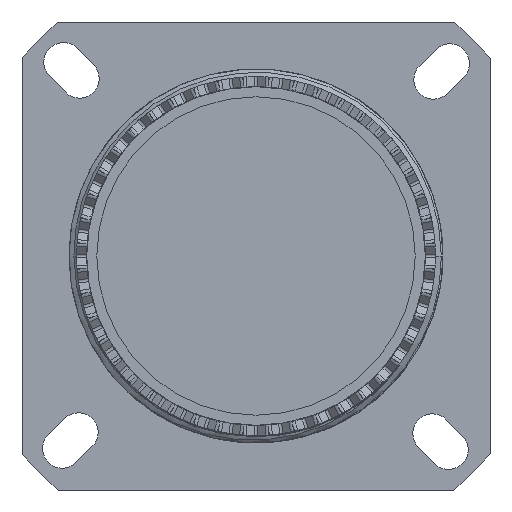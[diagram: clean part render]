
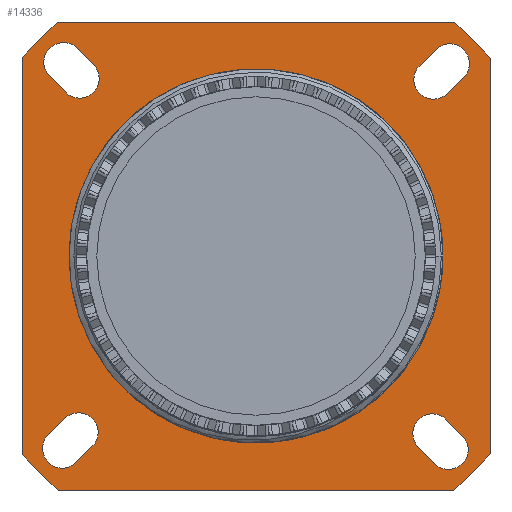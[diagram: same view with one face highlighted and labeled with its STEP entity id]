
A CAD part, front view. The second image highlights one B-rep face of the part: STEP entity #14336.
In plain terms, the highlighted planar face has unit normal (0, -1, 0).
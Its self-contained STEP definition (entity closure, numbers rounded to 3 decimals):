
#4910=CARTESIAN_POINT('',(0.,-23.3,0.));
#4911=DIRECTION('',(0.,-1.,0.));
#4912=DIRECTION('',(-1.,0.,0.));
#4913=AXIS2_PLACEMENT_3D('',#4910,#4911,#4912);
#5312=CARTESIAN_POINT('',(0.,-23.3,0.));
#5313=DIRECTION('',(0.,-1.,0.));
#5314=DIRECTION('',(1.,0.,0.));
#5315=AXIS2_PLACEMENT_3D('',#5312,#5313,#5314);
#5369=CARTESIAN_POINT('',(0.,-23.3,0.));
#5370=DIRECTION('',(0.,1.,0.));
#5371=DIRECTION('',(0.764,0.,-0.645));
#5372=AXIS2_PLACEMENT_3D('',#5369,#5370,#5371);
#5374=DIRECTION('',(-1.,0.,0.));
#5375=VECTOR('',#5374,39.098);
#5376=CARTESIAN_POINT('',(19.549,-23.3,-23.15));
#5377=LINE('',#5376,#5375);
#5378=CARTESIAN_POINT('',(0.,-23.3,0.));
#5379=DIRECTION('',(0.,1.,0.));
#5380=DIRECTION('',(-0.645,0.,-0.764));
#5381=AXIS2_PLACEMENT_3D('',#5378,#5379,#5380);
#5383=DIRECTION('',(0.,0.,1.));
#5384=VECTOR('',#5383,39.098);
#5385=CARTESIAN_POINT('',(-23.15,-23.3,-19.549));
#5386=LINE('',#5385,#5384);
#5387=CARTESIAN_POINT('',(0.,-23.3,0.));
#5388=DIRECTION('',(0.,1.,0.));
#5389=DIRECTION('',(-0.764,0.,0.645));
#5390=AXIS2_PLACEMENT_3D('',#5387,#5388,#5389);
#5392=DIRECTION('',(1.,0.,0.));
#5393=VECTOR('',#5392,39.098);
#5394=CARTESIAN_POINT('',(-19.549,-23.3,23.15));
#5395=LINE('',#5394,#5393);
#5396=CARTESIAN_POINT('',(0.,-23.3,0.));
#5397=DIRECTION('',(0.,1.,0.));
#5398=DIRECTION('',(0.645,0.,0.764));
#5399=AXIS2_PLACEMENT_3D('',#5396,#5397,#5398);
#5401=DIRECTION('',(0.,0.,-1.));
#5402=VECTOR('',#5401,39.098);
#5403=CARTESIAN_POINT('',(23.15,-23.3,19.549));
#5404=LINE('',#5403,#5402);
#5405=CARTESIAN_POINT('',(17.465,-23.3,-17.568));
#5406=DIRECTION('',(0.,1.,0.));
#5407=DIRECTION('',(-0.845,0.,-0.535));
#5408=AXIS2_PLACEMENT_3D('',#5405,#5406,#5407);
#5410=DIRECTION('',(-0.705,0.,0.709));
#5411=VECTOR('',#5410,3.09);
#5412=CARTESIAN_POINT('',(17.996,-23.3,-20.804));
#5413=LINE('',#5412,#5411);
#5414=CARTESIAN_POINT('',(19.05,-23.3,-19.163));
#5415=DIRECTION('',(0.,1.,0.));
#5416=DIRECTION('',(0.845,0.,0.535));
#5417=AXIS2_PLACEMENT_3D('',#5414,#5415,#5416);
#5419=DIRECTION('',(0.705,0.,-0.709));
#5420=VECTOR('',#5419,3.09);
#5421=CARTESIAN_POINT('',(18.519,-23.3,-15.927));
#5422=LINE('',#5421,#5420);
#5423=CARTESIAN_POINT('',(17.568,-23.3,17.465));
#5424=DIRECTION('',(0.,1.,0.));
#5425=DIRECTION('',(0.535,0.,-0.845));
#5426=AXIS2_PLACEMENT_3D('',#5423,#5424,#5425);
#5428=DIRECTION('',(-0.709,0.,-0.705));
#5429=VECTOR('',#5428,3.09);
#5430=CARTESIAN_POINT('',(20.804,-23.3,17.996));
#5431=LINE('',#5430,#5429);
#5432=CARTESIAN_POINT('',(19.163,-23.3,19.05));
#5433=DIRECTION('',(0.,1.,0.));
#5434=DIRECTION('',(-0.535,0.,0.845));
#5435=AXIS2_PLACEMENT_3D('',#5432,#5433,#5434);
#5437=DIRECTION('',(0.709,0.,0.705));
#5438=VECTOR('',#5437,3.09);
#5439=CARTESIAN_POINT('',(15.927,-23.3,18.519));
#5440=LINE('',#5439,#5438);
#5441=CARTESIAN_POINT('',(-17.465,-23.3,17.568));
#5442=DIRECTION('',(0.,1.,0.));
#5443=DIRECTION('',(0.845,0.,0.535));
#5444=AXIS2_PLACEMENT_3D('',#5441,#5442,#5443);
#5446=DIRECTION('',(0.705,0.,-0.709));
#5447=VECTOR('',#5446,3.09);
#5448=CARTESIAN_POINT('',(-17.996,-23.3,20.804));
#5449=LINE('',#5448,#5447);
#5450=CARTESIAN_POINT('',(-19.05,-23.3,19.163));
#5451=DIRECTION('',(0.,1.,0.));
#5452=DIRECTION('',(-0.845,0.,-0.535));
#5453=AXIS2_PLACEMENT_3D('',#5450,#5451,#5452);
#5455=DIRECTION('',(-0.705,0.,0.709));
#5456=VECTOR('',#5455,3.09);
#5457=CARTESIAN_POINT('',(-18.519,-23.3,15.927));
#5458=LINE('',#5457,#5456);
#5459=CARTESIAN_POINT('',(-17.568,-23.3,-17.465));
#5460=DIRECTION('',(0.,1.,0.));
#5461=DIRECTION('',(-0.535,0.,0.845));
#5462=AXIS2_PLACEMENT_3D('',#5459,#5460,#5461);
#5464=DIRECTION('',(0.709,0.,0.705));
#5465=VECTOR('',#5464,3.09);
#5466=CARTESIAN_POINT('',(-20.804,-23.3,-17.996));
#5467=LINE('',#5466,#5465);
#5468=CARTESIAN_POINT('',(-19.163,-23.3,-19.05));
#5469=DIRECTION('',(0.,1.,0.));
#5470=DIRECTION('',(0.535,0.,-0.845));
#5471=AXIS2_PLACEMENT_3D('',#5468,#5469,#5470);
#5473=DIRECTION('',(-0.709,0.,-0.705));
#5474=VECTOR('',#5473,3.09);
#5475=CARTESIAN_POINT('',(-15.927,-23.3,-18.519));
#5476=LINE('',#5475,#5474);
#8125=CARTESIAN_POINT('',(23.15,-23.3,-19.549));
#8126=CARTESIAN_POINT('',(19.549,-23.3,-23.15));
#8127=VERTEX_POINT('',#8125);
#8128=VERTEX_POINT('',#8126);
#8129=CARTESIAN_POINT('',(-19.549,-23.3,-23.15));
#8130=VERTEX_POINT('',#8129);
#8131=CARTESIAN_POINT('',(-23.15,-23.3,-19.549));
#8132=VERTEX_POINT('',#8131);
#8133=CARTESIAN_POINT('',(-23.15,-23.3,19.549));
#8134=VERTEX_POINT('',#8133);
#8135=CARTESIAN_POINT('',(-19.549,-23.3,23.15));
#8136=VERTEX_POINT('',#8135);
#8137=CARTESIAN_POINT('',(19.549,-23.3,23.15));
#8138=VERTEX_POINT('',#8137);
#8139=CARTESIAN_POINT('',(23.15,-23.3,19.549));
#8140=VERTEX_POINT('',#8139);
#8141=CARTESIAN_POINT('',(18.5,-23.3,0.));
#8142=CARTESIAN_POINT('',(-18.5,-23.3,0.));
#8143=VERTEX_POINT('',#8141);
#8144=VERTEX_POINT('',#8142);
#8291=CARTESIAN_POINT('',(15.817,-23.3,-18.613));
#8292=CARTESIAN_POINT('',(18.519,-23.3,-15.927));
#8293=VERTEX_POINT('',#8291);
#8294=VERTEX_POINT('',#8292);
#8295=CARTESIAN_POINT('',(20.698,-23.3,-18.118));
#8296=VERTEX_POINT('',#8295);
#8297=CARTESIAN_POINT('',(17.996,-23.3,-20.804));
#8298=VERTEX_POINT('',#8297);
#8307=CARTESIAN_POINT('',(18.613,-23.3,15.817));
#8308=CARTESIAN_POINT('',(15.927,-23.3,18.519));
#8309=VERTEX_POINT('',#8307);
#8310=VERTEX_POINT('',#8308);
#8311=CARTESIAN_POINT('',(18.118,-23.3,20.698));
#8312=VERTEX_POINT('',#8311);
#8313=CARTESIAN_POINT('',(20.804,-23.3,17.996));
#8314=VERTEX_POINT('',#8313);
#8323=CARTESIAN_POINT('',(-15.817,-23.3,18.613));
#8324=CARTESIAN_POINT('',(-18.519,-23.3,15.927));
#8325=VERTEX_POINT('',#8323);
#8326=VERTEX_POINT('',#8324);
#8327=CARTESIAN_POINT('',(-20.698,-23.3,18.118));
#8328=VERTEX_POINT('',#8327);
#8329=CARTESIAN_POINT('',(-17.996,-23.3,20.804));
#8330=VERTEX_POINT('',#8329);
#8339=CARTESIAN_POINT('',(-18.613,-23.3,-15.817));
#8340=CARTESIAN_POINT('',(-15.927,-23.3,-18.519));
#8341=VERTEX_POINT('',#8339);
#8342=VERTEX_POINT('',#8340);
#8343=CARTESIAN_POINT('',(-18.118,-23.3,-20.698));
#8344=VERTEX_POINT('',#8343);
#8345=CARTESIAN_POINT('',(-20.804,-23.3,-17.996));
#8346=VERTEX_POINT('',#8345);
#14269=CARTESIAN_POINT('',(0.,-23.3,0.));
#14270=DIRECTION('',(0.,1.,0.));
#14271=DIRECTION('',(0.,0.,1.));
#14272=AXIS2_PLACEMENT_3D('',#14269,#14270,#14271);
#14273=PLANE('',#14272);
#14275=ORIENTED_EDGE('',*,*,#14274,.T.);
#14277=ORIENTED_EDGE('',*,*,#14276,.T.);
#14279=ORIENTED_EDGE('',*,*,#14278,.T.);
#14281=ORIENTED_EDGE('',*,*,#14280,.T.);
#14283=ORIENTED_EDGE('',*,*,#14282,.T.);
#14285=ORIENTED_EDGE('',*,*,#14284,.T.);
#14287=ORIENTED_EDGE('',*,*,#14286,.T.);
#14289=ORIENTED_EDGE('',*,*,#14288,.T.);
#14290=EDGE_LOOP('',(#14275,#14277,#14279,#14281,#14283,#14285,#14287,#14289));
#14291=FACE_OUTER_BOUND('',#14290,.F.);
#14292=ORIENTED_EDGE('',*,*,#14251,.T.);
#14293=ORIENTED_EDGE('',*,*,#13350,.T.);
#14294=EDGE_LOOP('',(#14292,#14293));
#14295=FACE_BOUND('',#14294,.F.);
#14297=ORIENTED_EDGE('',*,*,#14296,.F.);
#14299=ORIENTED_EDGE('',*,*,#14298,.F.);
#14301=ORIENTED_EDGE('',*,*,#14300,.F.);
#14303=ORIENTED_EDGE('',*,*,#14302,.F.);
#14304=EDGE_LOOP('',(#14297,#14299,#14301,#14303));
#14305=FACE_BOUND('',#14304,.F.);
#14307=ORIENTED_EDGE('',*,*,#14306,.F.);
#14309=ORIENTED_EDGE('',*,*,#14308,.F.);
#14311=ORIENTED_EDGE('',*,*,#14310,.F.);
#14313=ORIENTED_EDGE('',*,*,#14312,.F.);
#14314=EDGE_LOOP('',(#14307,#14309,#14311,#14313));
#14315=FACE_BOUND('',#14314,.F.);
#14317=ORIENTED_EDGE('',*,*,#14316,.F.);
#14319=ORIENTED_EDGE('',*,*,#14318,.F.);
#14321=ORIENTED_EDGE('',*,*,#14320,.F.);
#14323=ORIENTED_EDGE('',*,*,#14322,.F.);
#14324=EDGE_LOOP('',(#14317,#14319,#14321,#14323));
#14325=FACE_BOUND('',#14324,.F.);
#14327=ORIENTED_EDGE('',*,*,#14326,.F.);
#14329=ORIENTED_EDGE('',*,*,#14328,.F.);
#14331=ORIENTED_EDGE('',*,*,#14330,.F.);
#14333=ORIENTED_EDGE('',*,*,#14332,.F.);
#14334=EDGE_LOOP('',(#14327,#14329,#14331,#14333));
#14335=FACE_BOUND('',#14334,.F.);
#14336=ADVANCED_FACE('',(#14291,#14295,#14305,#14315,#14325,#14335),#14273,.F.);
#4914=CIRCLE('',#4913,18.5);
#5316=CIRCLE('',#5315,18.5);
#5373=CIRCLE('',#5372,30.3);
#5382=CIRCLE('',#5381,30.3);
#5391=CIRCLE('',#5390,30.3);
#5400=CIRCLE('',#5399,30.3);
#5409=CIRCLE('',#5408,1.951);
#5418=CIRCLE('',#5417,1.951);
#5427=CIRCLE('',#5426,1.951);
#5436=CIRCLE('',#5435,1.951);
#5445=CIRCLE('',#5444,1.951);
#5454=CIRCLE('',#5453,1.951);
#5463=CIRCLE('',#5462,1.951);
#5472=CIRCLE('',#5471,1.951);
#13350=EDGE_CURVE('',#8144,#8143,#4914,.T.);
#14251=EDGE_CURVE('',#8143,#8144,#5316,.T.);
#14274=EDGE_CURVE('',#8127,#8128,#5373,.T.);
#14276=EDGE_CURVE('',#8128,#8130,#5377,.T.);
#14278=EDGE_CURVE('',#8130,#8132,#5382,.T.);
#14280=EDGE_CURVE('',#8132,#8134,#5386,.T.);
#14282=EDGE_CURVE('',#8134,#8136,#5391,.T.);
#14284=EDGE_CURVE('',#8136,#8138,#5395,.T.);
#14286=EDGE_CURVE('',#8138,#8140,#5400,.T.);
#14288=EDGE_CURVE('',#8140,#8127,#5404,.T.);
#14296=EDGE_CURVE('',#8293,#8294,#5409,.T.);
#14298=EDGE_CURVE('',#8298,#8293,#5413,.T.);
#14300=EDGE_CURVE('',#8296,#8298,#5418,.T.);
#14302=EDGE_CURVE('',#8294,#8296,#5422,.T.);
#14306=EDGE_CURVE('',#8309,#8310,#5427,.T.);
#14308=EDGE_CURVE('',#8314,#8309,#5431,.T.);
#14310=EDGE_CURVE('',#8312,#8314,#5436,.T.);
#14312=EDGE_CURVE('',#8310,#8312,#5440,.T.);
#14316=EDGE_CURVE('',#8325,#8326,#5445,.T.);
#14318=EDGE_CURVE('',#8330,#8325,#5449,.T.);
#14320=EDGE_CURVE('',#8328,#8330,#5454,.T.);
#14322=EDGE_CURVE('',#8326,#8328,#5458,.T.);
#14326=EDGE_CURVE('',#8341,#8342,#5463,.T.);
#14328=EDGE_CURVE('',#8346,#8341,#5467,.T.);
#14330=EDGE_CURVE('',#8344,#8346,#5472,.T.);
#14332=EDGE_CURVE('',#8342,#8344,#5476,.T.);
